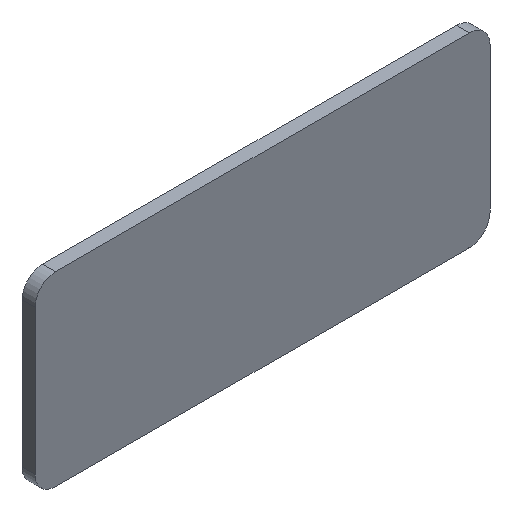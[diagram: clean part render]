
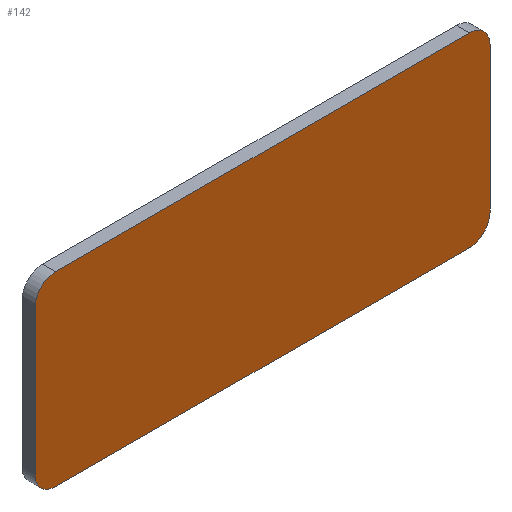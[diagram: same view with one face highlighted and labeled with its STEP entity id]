
A CAD part, isometric view. The second image highlights one B-rep face of the part: STEP entity #142.
In plain terms, the highlighted planar face has unit normal (0, -1, 0).
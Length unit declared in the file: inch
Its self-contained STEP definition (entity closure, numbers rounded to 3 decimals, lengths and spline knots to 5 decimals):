
#1 = DIRECTION ( 'NONE',  ( 0., 0., -1. ) ) ;
#7 = ORIENTED_EDGE ( 'NONE', *, *, #213, .T. ) ;
#18 = DIRECTION ( 'NONE',  ( 0., -1., 0. ) ) ;
#20 = DIRECTION ( 'NONE',  ( 0., -1., 0. ) ) ;
#21 = EDGE_CURVE ( 'NONE', #249, #283, #253, .T. ) ;
#22 = DIRECTION ( 'NONE',  ( 0., -1., 0. ) ) ;
#24 = CARTESIAN_POINT ( 'NONE',  ( 0., 0., -0.9 ) ) ;
#42 = DIRECTION ( 'NONE',  ( 0., 0., -1. ) ) ;
#43 = CARTESIAN_POINT ( 'NONE',  ( 0., 0., 0. ) ) ;
#44 = VECTOR ( 'NONE', #42, 39.37008 ) ;
#45 = CARTESIAN_POINT ( 'NONE',  ( 0.1, 0., 0. ) ) ;
#50 = EDGE_CURVE ( 'NONE', #58, #283, #264, .T. ) ;
#58 = VERTEX_POINT ( 'NONE', #207 ) ;
#61 = EDGE_CURVE ( 'NONE', #119, #334, #91, .T. ) ;
#62 = CARTESIAN_POINT ( 'NONE',  ( 0., 0., -0.1 ) ) ;
#63 = VECTOR ( 'NONE', #157, 39.37008 ) ;
#69 = CARTESIAN_POINT ( 'NONE',  ( 0.1, 0., -0.1 ) ) ;
#73 = PLANE ( 'NONE',  #327 ) ;
#79 = CARTESIAN_POINT ( 'NONE',  ( 0.1, 0., -0.8 ) ) ;
#91 = CIRCLE ( 'NONE', #252, 0.1 ) ;
#100 = DIRECTION ( 'NONE',  ( 0., 0., -1. ) ) ;
#101 = CIRCLE ( 'NONE', #177, 0.1 ) ;
#105 = DIRECTION ( 'NONE',  ( 0., 0., -1. ) ) ;
#107 = AXIS2_PLACEMENT_3D ( 'NONE', #295, #18, #346 ) ;
#115 = VECTOR ( 'NONE', #263, 39.37008 ) ;
#119 = VERTEX_POINT ( 'NONE', #45 ) ;
#121 = DIRECTION ( 'NONE',  ( 0., -1., 0. ) ) ;
#123 = DIRECTION ( 'NONE',  ( 0., 0., -1. ) ) ;
#125 = EDGE_CURVE ( 'NONE', #212, #334, #173, .T. ) ;
#126 = CARTESIAN_POINT ( 'NONE',  ( 2.1, 0., 0. ) ) ;
#142 = ADVANCED_FACE ( 'NONE', ( #171 ), #73, .T. ) ;
#146 = LINE ( 'NONE', #348, #115 ) ;
#157 = DIRECTION ( 'NONE',  ( -1., 0., 0. ) ) ;
#162 = VERTEX_POINT ( 'NONE', #126 ) ;
#164 = ORIENTED_EDGE ( 'NONE', *, *, #235, .F. ) ;
#166 = CIRCLE ( 'NONE', #107, 0.1 ) ;
#171 = FACE_OUTER_BOUND ( 'NONE', #251, .T. ) ;
#173 = LINE ( 'NONE', #344, #181 ) ;
#177 = AXIS2_PLACEMENT_3D ( 'NONE', #79, #180, #1 ) ;
#180 = DIRECTION ( 'NONE',  ( 0., -1., 0. ) ) ;
#181 = VECTOR ( 'NONE', #198, 39.37008 ) ;
#189 = VERTEX_POINT ( 'NONE', #268 ) ;
#193 = AXIS2_PLACEMENT_3D ( 'NONE', #293, #20, #123 ) ;
#197 = ORIENTED_EDGE ( 'NONE', *, *, #202, .F. ) ;
#198 = DIRECTION ( 'NONE',  ( 0., 0., 1. ) ) ;
#199 = ORIENTED_EDGE ( 'NONE', *, *, #61, .T. ) ;
#202 = EDGE_CURVE ( 'NONE', #119, #162, #146, .T. ) ;
#207 = CARTESIAN_POINT ( 'NONE',  ( 2.2, 0., -0.1 ) ) ;
#212 = VERTEX_POINT ( 'NONE', #265 ) ;
#213 = EDGE_CURVE ( 'NONE', #58, #162, #166, .T. ) ;
#227 = ORIENTED_EDGE ( 'NONE', *, *, #125, .F. ) ;
#235 = EDGE_CURVE ( 'NONE', #249, #189, #324, .T. ) ;
#249 = VERTEX_POINT ( 'NONE', #323 ) ;
#251 = EDGE_LOOP ( 'NONE', ( #164, #258, #326, #7, #197, #199, #227, #284 ) ) ;
#252 = AXIS2_PLACEMENT_3D ( 'NONE', #69, #121, #105 ) ;
#253 = CIRCLE ( 'NONE', #193, 0.1 ) ;
#258 = ORIENTED_EDGE ( 'NONE', *, *, #21, .T. ) ;
#263 = DIRECTION ( 'NONE',  ( 1., 0., 0. ) ) ;
#264 = LINE ( 'NONE', #313, #44 ) ;
#265 = CARTESIAN_POINT ( 'NONE',  ( 0., 0., -0.8 ) ) ;
#268 = CARTESIAN_POINT ( 'NONE',  ( 0.1, 0., -0.9 ) ) ;
#283 = VERTEX_POINT ( 'NONE', #351 ) ;
#284 = ORIENTED_EDGE ( 'NONE', *, *, #288, .T. ) ;
#288 = EDGE_CURVE ( 'NONE', #212, #189, #101, .T. ) ;
#293 = CARTESIAN_POINT ( 'NONE',  ( 2.1, 0., -0.8 ) ) ;
#295 = CARTESIAN_POINT ( 'NONE',  ( 2.1, 0., -0.1 ) ) ;
#313 = CARTESIAN_POINT ( 'NONE',  ( 2.2, 0., 0. ) ) ;
#323 = CARTESIAN_POINT ( 'NONE',  ( 2.1, 0., -0.9 ) ) ;
#324 = LINE ( 'NONE', #24, #63 ) ;
#326 = ORIENTED_EDGE ( 'NONE', *, *, #50, .F. ) ;
#327 = AXIS2_PLACEMENT_3D ( 'NONE', #43, #22, #100 ) ;
#334 = VERTEX_POINT ( 'NONE', #62 ) ;
#344 = CARTESIAN_POINT ( 'NONE',  ( 0., 0., 0. ) ) ;
#346 = DIRECTION ( 'NONE',  ( 0., 0., -1. ) ) ;
#348 = CARTESIAN_POINT ( 'NONE',  ( 0., 0., 0. ) ) ;
#351 = CARTESIAN_POINT ( 'NONE',  ( 2.2, 0., -0.8 ) ) ;
